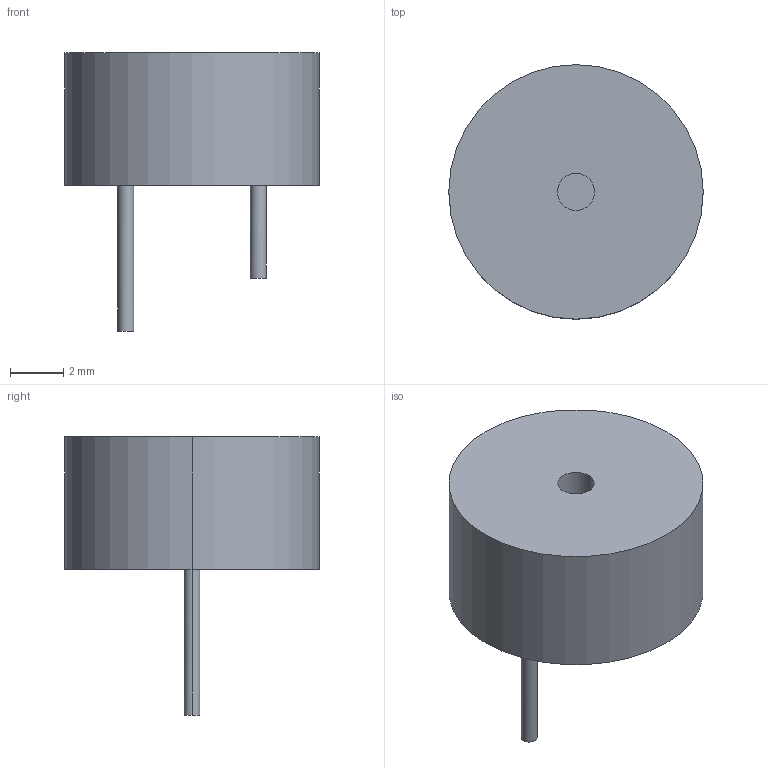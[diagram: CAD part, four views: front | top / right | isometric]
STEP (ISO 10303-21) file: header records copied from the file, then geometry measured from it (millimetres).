
FILE_DESCRIPTION(('FreeCAD Model'),'2;1');
FILE_NAME('CUI_CMI-9650C-120.step', '2019-09-29T20:05:29',('kicad StepUp'),('ksu MCAD'), 'Open CASCADE STEP processor 7.2','FreeCAD','Unknown');
FILE_SCHEMA(('AUTOMOTIVE_DESIGN { 1 0 10303 214 1 1 1 1 }'));
Length unit declared in the file: millimetre
Products named in the file (1): CUI_CMI-9650C-120
Bounding box: 9.6 x 9.6 x 10.5 mm (x, y, z)
Volume: 353.5 mm3; surface area: 322.9 mm2
Topology: 1 solids, 1 shells, 17 faces, 36 edges, 21 vertices
Faces by surface type: cylinder 10, plane 5, bspline 2
Entity records: 686 total; most frequent: CARTESIAN_POINT 207, DIRECTION 74, ORIENTED_EDGE 68, EDGE_CURVE 34, AXIS2_PLACEMENT_3D 32, VERTEX_POINT 21, FACE_BOUND 19, EDGE_LOOP 19
